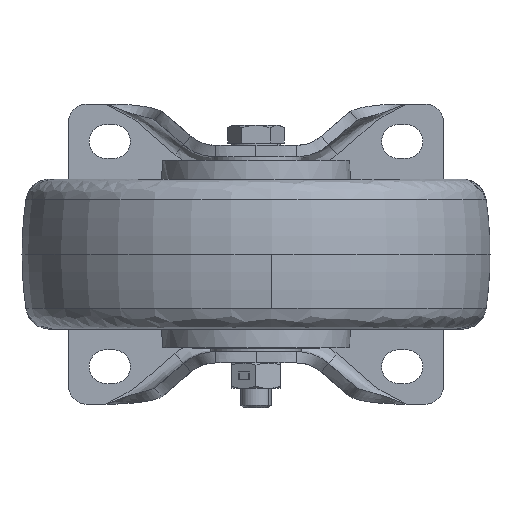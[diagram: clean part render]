
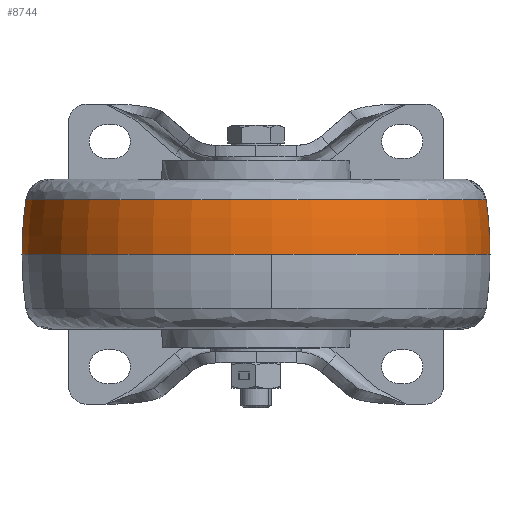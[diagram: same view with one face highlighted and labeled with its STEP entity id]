
A CAD part, front view. The second image highlights one B-rep face of the part: STEP entity #8744.
In plain terms, the highlighted toroidal (fillet/blend) face has major radius 32.499 mm and minor radius 95 mm.
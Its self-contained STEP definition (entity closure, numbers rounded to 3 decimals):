
#309 = CARTESIAN_POINT ( 'NONE',  ( 165.763, -88.292, 357.638 ) ) ;
#853 = ORIENTED_EDGE ( 'NONE', *, *, #15433, .T. ) ;
#1423 = TOROIDAL_SURFACE ( 'NONE', #16017, -32.499, 95. ) ;
#1493 = ORIENTED_EDGE ( 'NONE', *, *, #6439, .F. ) ;
#1921 = DIRECTION ( 'NONE',  ( -0.998, -0.067, 0. ) ) ;
#2546 = VERTEX_POINT ( 'NONE', #21976 ) ;
#3027 = EDGE_CURVE ( 'NONE', #2546, #14093, #20086, .T. ) ;
#3724 = DIRECTION ( 'NONE',  ( -0.998, -0.067, 0. ) ) ;
#4300 = CARTESIAN_POINT ( 'NONE',  ( 103.404, -92.5, 357.638 ) ) ;
#4574 = CARTESIAN_POINT ( 'NONE',  ( 103.404, -92.5, 358.063 ) ) ;
#6439 = EDGE_CURVE ( 'NONE', #2546, #20333, #28928, .T. ) ;
#8744 = ADVANCED_FACE ( 'NONE', ( #36341 ), #1423, .T. ) ;
#9328 = VERTEX_POINT ( 'NONE', #26628 ) ;
#9360 = CARTESIAN_POINT ( 'NONE',  ( 70.979, -94.688, 358.063 ) ) ;
#11167 = CARTESIAN_POINT ( 'NONE',  ( 107.612, -154.858, 357.638 ) ) ;
#11437 = CARTESIAN_POINT ( 'NONE',  ( 103.404, -92.5, 357.638 ) ) ;
#12467 = AXIS2_PLACEMENT_3D ( 'NONE', #33652, #18398, #33462 ) ;
#12538 = AXIS2_PLACEMENT_3D ( 'NONE', #36967, #25467, #19128 ) ;
#13400 = DIRECTION ( 'NONE',  ( 0., 0., 1. ) ) ;
#14093 = VERTEX_POINT ( 'NONE', #15651 ) ;
#14734 = AXIS2_PLACEMENT_3D ( 'NONE', #11437, #17609, #1921 ) ;
#14892 = DIRECTION ( 'NONE',  ( -0.067, 0.998, 0. ) ) ;
#15433 = EDGE_CURVE ( 'NONE', #34324, #20333, #32624, .T. ) ;
#15651 = CARTESIAN_POINT ( 'NONE',  ( 42.085, -96.638, 372.097 ) ) ;
#15769 = ORIENTED_EDGE ( 'NONE', *, *, #28708, .T. ) ;
#15893 = DIRECTION ( 'NONE',  ( 0.998, 0.067, 0. ) ) ;
#16017 = AXIS2_PLACEMENT_3D ( 'NONE', #4574, #28546, #15893 ) ;
#17609 = DIRECTION ( 'NONE',  ( 0., 0., 1. ) ) ;
#17800 = EDGE_CURVE ( 'NONE', #14093, #9328, #31506, .T. ) ;
#18398 = DIRECTION ( 'NONE',  ( 0., 0., -1. ) ) ;
#19087 = ORIENTED_EDGE ( 'NONE', *, *, #17800, .T. ) ;
#19128 = DIRECTION ( 'NONE',  ( 0.998, 0.067, 0. ) ) ;
#20083 = AXIS2_PLACEMENT_3D ( 'NONE', #9360, #14892, #26986 ) ;
#20086 = CIRCLE ( 'NONE', #12467, 61.459 ) ;
#20333 = VERTEX_POINT ( 'NONE', #309 ) ;
#21976 = CARTESIAN_POINT ( 'NONE',  ( 164.724, -88.362, 372.097 ) ) ;
#25467 = DIRECTION ( 'NONE',  ( 0.067, -0.998, 0. ) ) ;
#26628 = CARTESIAN_POINT ( 'NONE',  ( 41.046, -96.708, 357.638 ) ) ;
#26646 = EDGE_LOOP ( 'NONE', ( #38557, #19087, #15769, #853, #1493 ) ) ;
#26986 = DIRECTION ( 'NONE',  ( -0.998, -0.067, 0. ) ) ;
#27382 = CIRCLE ( 'NONE', #14734, 62.5 ) ;
#28546 = DIRECTION ( 'NONE',  ( 0., 0., -1. ) ) ;
#28708 = EDGE_CURVE ( 'NONE', #9328, #34324, #27382, .T. ) ;
#28928 = CIRCLE ( 'NONE', #20083, 95. ) ;
#31506 = CIRCLE ( 'NONE', #12538, 95. ) ;
#31990 = AXIS2_PLACEMENT_3D ( 'NONE', #4300, #13400, #3724 ) ;
#32624 = CIRCLE ( 'NONE', #31990, 62.5 ) ;
#33462 = DIRECTION ( 'NONE',  ( 0.998, 0.067, 0. ) ) ;
#33652 = CARTESIAN_POINT ( 'NONE',  ( 103.404, -92.5, 372.097 ) ) ;
#34324 = VERTEX_POINT ( 'NONE', #11167 ) ;
#36341 = FACE_OUTER_BOUND ( 'NONE', #26646, .T. ) ;
#36967 = CARTESIAN_POINT ( 'NONE',  ( 135.83, -90.312, 358.063 ) ) ;
#38557 = ORIENTED_EDGE ( 'NONE', *, *, #3027, .T. ) ;
